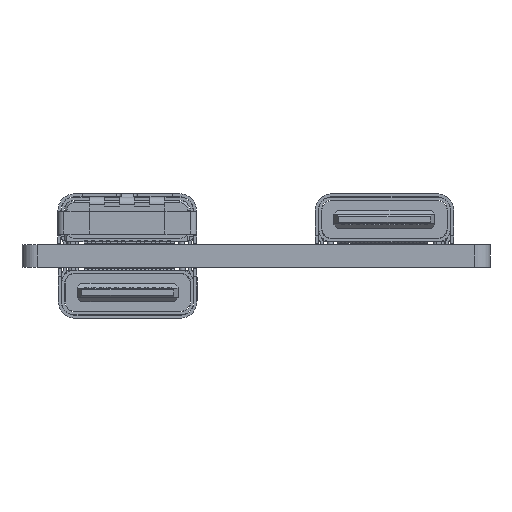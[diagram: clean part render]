
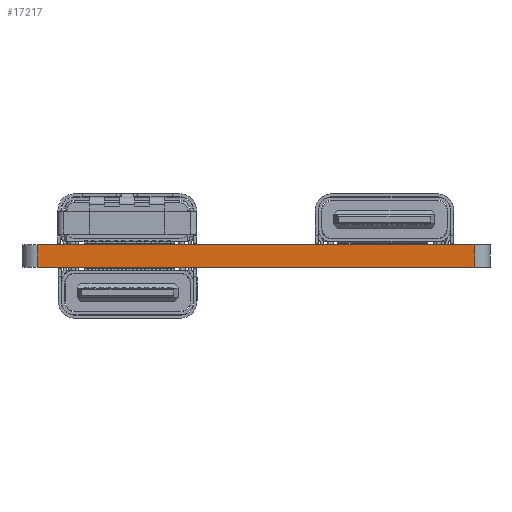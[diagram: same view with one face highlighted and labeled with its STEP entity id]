
A CAD part, left-side view. The second image highlights one B-rep face of the part: STEP entity #17217.
In plain terms, the highlighted planar face has unit normal (-1, 0, 0).
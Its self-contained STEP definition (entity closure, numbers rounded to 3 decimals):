
#15906 = VERTEX_POINT('',#15907);
#15907 = CARTESIAN_POINT('',(-18.,14.5,0.));
#15914 = EDGE_CURVE('',#15915,#15906,#15917,.T.);
#15915 = VERTEX_POINT('',#15916);
#15916 = CARTESIAN_POINT('',(-18.,-14.5,0.));
#15917 = LINE('',#15918,#15919);
#15918 = CARTESIAN_POINT('',(-18.,-14.5,0.));
#15919 = VECTOR('',#15920,1.);
#15920 = DIRECTION('',(0.,1.,0.));
#16548 = VERTEX_POINT('',#16549);
#16549 = CARTESIAN_POINT('',(-18.,14.5,1.51));
#16556 = EDGE_CURVE('',#16557,#16548,#16559,.T.);
#16557 = VERTEX_POINT('',#16558);
#16558 = CARTESIAN_POINT('',(-18.,-14.5,1.51));
#16559 = LINE('',#16560,#16561);
#16560 = CARTESIAN_POINT('',(-18.,-14.5,1.51));
#16561 = VECTOR('',#16562,1.);
#16562 = DIRECTION('',(0.,1.,0.));
#17187 = EDGE_CURVE('',#15906,#16548,#17188,.T.);
#17188 = LINE('',#17189,#17190);
#17189 = CARTESIAN_POINT('',(-18.,14.5,0.));
#17190 = VECTOR('',#17191,1.);
#17191 = DIRECTION('',(0.,0.,1.));
#17217 = ADVANCED_FACE('',(#17218),#17229,.T.);
#17218 = FACE_BOUND('',#17219,.T.);
#17219 = EDGE_LOOP('',(#17220,#17226,#17227,#17228));
#17220 = ORIENTED_EDGE('',*,*,#17221,.T.);
#17221 = EDGE_CURVE('',#15915,#16557,#17222,.T.);
#17222 = LINE('',#17223,#17224);
#17223 = CARTESIAN_POINT('',(-18.,-14.5,0.));
#17224 = VECTOR('',#17225,1.);
#17225 = DIRECTION('',(0.,0.,1.));
#17226 = ORIENTED_EDGE('',*,*,#16556,.T.);
#17227 = ORIENTED_EDGE('',*,*,#17187,.F.);
#17228 = ORIENTED_EDGE('',*,*,#15914,.F.);
#17229 = PLANE('',#17230);
#17230 = AXIS2_PLACEMENT_3D('',#17231,#17232,#17233);
#17231 = CARTESIAN_POINT('',(-18.,-14.5,0.));
#17232 = DIRECTION('',(-1.,0.,0.));
#17233 = DIRECTION('',(0.,1.,0.));
